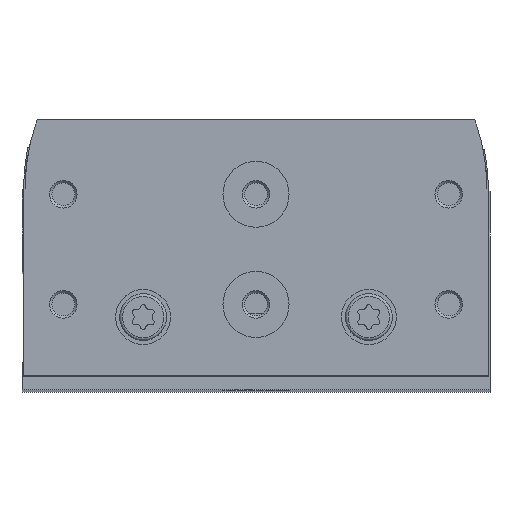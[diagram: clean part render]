
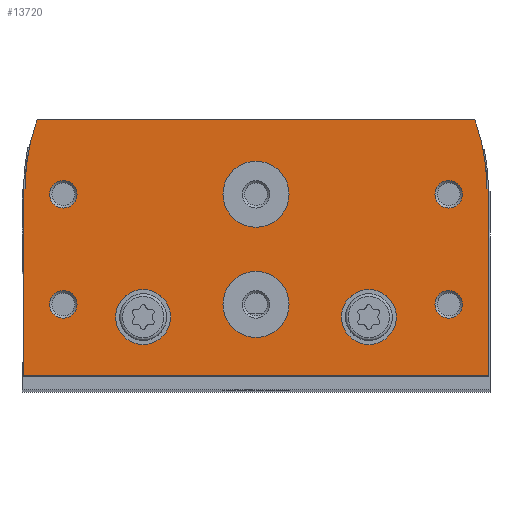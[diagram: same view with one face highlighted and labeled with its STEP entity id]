
A CAD part, top view. The second image highlights one B-rep face of the part: STEP entity #13720.
In plain terms, the highlighted planar face has unit normal (0, 0, 1).
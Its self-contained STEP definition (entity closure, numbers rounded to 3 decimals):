
#553=LINE('',#21395,#1357);
#558=LINE('',#21405,#1362);
#565=LINE('',#21422,#1369);
#571=LINE('',#21434,#1375);
#579=LINE('',#21455,#1383);
#580=LINE('',#21505,#1384);
#1357=VECTOR('',#17417,1000.);
#1362=VECTOR('',#17424,1000.);
#1369=VECTOR('',#17439,1000.);
#1375=VECTOR('',#17449,1000.);
#1383=VECTOR('',#17471,1000.);
#1384=VECTOR('',#17522,1000.);
#1878=PLANE('',#14839);
#3480=ORIENTED_EDGE('',*,*,#6128,.F.);
#3481=ORIENTED_EDGE('',*,*,#6129,.F.);
#3482=ORIENTED_EDGE('',*,*,#6130,.T.);
#3483=ORIENTED_EDGE('',*,*,#6131,.T.);
#3484=ORIENTED_EDGE('',*,*,#6132,.T.);
#3485=ORIENTED_EDGE('',*,*,#6133,.T.);
#3486=ORIENTED_EDGE('',*,*,#6134,.T.);
#3487=ORIENTED_EDGE('',*,*,#6135,.T.);
#3488=ORIENTED_EDGE('',*,*,#6090,.T.);
#3489=ORIENTED_EDGE('',*,*,#6084,.T.);
#3490=ORIENTED_EDGE('',*,*,#6102,.T.);
#3491=ORIENTED_EDGE('',*,*,#6070,.T.);
#3492=ORIENTED_EDGE('',*,*,#6075,.T.);
#3493=ORIENTED_EDGE('',*,*,#6079,.T.);
#3494=ORIENTED_EDGE('',*,*,#6127,.T.);
#3495=ORIENTED_EDGE('',*,*,#6096,.T.);
#6070=EDGE_CURVE('',#7533,#7532,#553,.T.);
#6075=EDGE_CURVE('',#7532,#7536,#558,.T.);
#6079=EDGE_CURVE('',#7536,#7538,#8471,.T.);
#6084=EDGE_CURVE('',#7540,#7542,#565,.T.);
#6090=EDGE_CURVE('',#7546,#7540,#571,.T.);
#6096=EDGE_CURVE('',#7551,#7546,#8473,.T.);
#6102=EDGE_CURVE('',#7542,#7533,#579,.T.);
#6127=EDGE_CURVE('',#7538,#7551,#580,.T.);
#6128=EDGE_CURVE('',#7577,#7577,#8500,.T.);
#6129=EDGE_CURVE('',#7578,#7578,#8501,.T.);
#6130=EDGE_CURVE('',#7579,#7579,#8502,.T.);
#6131=EDGE_CURVE('',#7580,#7580,#8503,.T.);
#6132=EDGE_CURVE('',#7581,#7581,#8504,.T.);
#6133=EDGE_CURVE('',#7582,#7582,#8505,.T.);
#6134=EDGE_CURVE('',#7583,#7583,#8506,.T.);
#6135=EDGE_CURVE('',#7584,#7584,#8507,.T.);
#7532=VERTEX_POINT('',#21394);
#7533=VERTEX_POINT('',#21396);
#7536=VERTEX_POINT('',#21404);
#7538=VERTEX_POINT('',#21411);
#7540=VERTEX_POINT('',#21416);
#7542=VERTEX_POINT('',#21421);
#7546=VERTEX_POINT('',#21432);
#7551=VERTEX_POINT('',#21447);
#7577=VERTEX_POINT('',#21508);
#7578=VERTEX_POINT('',#21510);
#7579=VERTEX_POINT('',#21512);
#7580=VERTEX_POINT('',#21514);
#7581=VERTEX_POINT('',#21516);
#7582=VERTEX_POINT('',#21518);
#7583=VERTEX_POINT('',#21520);
#7584=VERTEX_POINT('',#21522);
#8471=CIRCLE('',#14803,37.);
#8473=CIRCLE('',#14810,37.);
#8500=CIRCLE('',#14840,5.);
#8501=CIRCLE('',#14841,5.);
#8502=CIRCLE('',#14842,6.);
#8503=CIRCLE('',#14843,6.);
#8504=CIRCLE('',#14844,2.5);
#8505=CIRCLE('',#14845,2.5);
#8506=CIRCLE('',#14846,2.5);
#8507=CIRCLE('',#14847,2.5);
#9415=EDGE_LOOP('',(#3480));
#9416=EDGE_LOOP('',(#3481));
#9417=EDGE_LOOP('',(#3482));
#9418=EDGE_LOOP('',(#3483));
#9419=EDGE_LOOP('',(#3484));
#9420=EDGE_LOOP('',(#3485));
#9421=EDGE_LOOP('',(#3486));
#9422=EDGE_LOOP('',(#3487));
#9423=EDGE_LOOP('',(#3488,#3489,#3490,#3491,#3492,#3493,#3494,#3495));
#10491=FACE_BOUND('',#9415,.T.);
#10492=FACE_BOUND('',#9416,.T.);
#10493=FACE_BOUND('',#9417,.T.);
#10494=FACE_BOUND('',#9418,.T.);
#10495=FACE_BOUND('',#9419,.T.);
#10496=FACE_BOUND('',#9420,.T.);
#10497=FACE_BOUND('',#9421,.T.);
#10498=FACE_BOUND('',#9422,.T.);
#10499=FACE_BOUND('',#9423,.T.);
#13720=ADVANCED_FACE('',(#10491,#10492,#10493,#10494,#10495,#10496,#10497,
#10498,#10499),#1878,.T.);
#14803=AXIS2_PLACEMENT_3D('',#21412,#17431,#17432);
#14810=AXIS2_PLACEMENT_3D('',#21446,#17460,#17461);
#14839=AXIS2_PLACEMENT_3D('',#21506,#17523,#17524);
#14840=AXIS2_PLACEMENT_3D('',#21507,#17525,#17526);
#14841=AXIS2_PLACEMENT_3D('',#21509,#17527,#17528);
#14842=AXIS2_PLACEMENT_3D('',#21511,#17529,#17530);
#14843=AXIS2_PLACEMENT_3D('',#21513,#17531,#17532);
#14844=AXIS2_PLACEMENT_3D('',#21515,#17533,#17534);
#14845=AXIS2_PLACEMENT_3D('',#21517,#17535,#17536);
#14846=AXIS2_PLACEMENT_3D('',#21519,#17537,#17538);
#14847=AXIS2_PLACEMENT_3D('',#21521,#17539,#17540);
#17417=DIRECTION('',(0.,1.,0.));
#17424=DIRECTION('',(-0.866,0.5,0.));
#17431=DIRECTION('',(0.,0.,1.));
#17432=DIRECTION('',(1.,0.,0.));
#17439=DIRECTION('',(0.,-1.,0.));
#17449=DIRECTION('',(-0.866,-0.5,0.));
#17460=DIRECTION('',(0.,0.,1.));
#17461=DIRECTION('',(1.,0.,0.));
#17471=DIRECTION('',(1.,0.,0.));
#17522=DIRECTION('',(-1.,0.,0.));
#17523=DIRECTION('',(0.,0.,1.));
#17524=DIRECTION('',(1.,0.,0.));
#17525=DIRECTION('',(0.,0.,1.));
#17526=DIRECTION('',(1.,0.,0.));
#17527=DIRECTION('',(0.,0.,1.));
#17528=DIRECTION('',(1.,0.,0.));
#17529=DIRECTION('',(0.,0.,-1.));
#17530=DIRECTION('',(-1.,0.,0.));
#17531=DIRECTION('',(0.,0.,-1.));
#17532=DIRECTION('',(-1.,0.,0.));
#17533=DIRECTION('',(0.,0.,-1.));
#17534=DIRECTION('',(-1.,0.,0.));
#17535=DIRECTION('',(0.,0.,-1.));
#17536=DIRECTION('',(-1.,0.,0.));
#17537=DIRECTION('',(0.,0.,-1.));
#17538=DIRECTION('',(-1.,0.,0.));
#17539=DIRECTION('',(0.,0.,-1.));
#17540=DIRECTION('',(-1.,0.,0.));
#21394=CARTESIAN_POINT('',(42.25,33.827,0.));
#21395=CARTESIAN_POINT('',(42.25,0.,0.));
#21396=CARTESIAN_POINT('',(42.25,0.,0.));
#21404=CARTESIAN_POINT('',(41.95,34.,0.));
#21405=CARTESIAN_POINT('',(42.25,33.827,0.));
#21411=CARTESIAN_POINT('',(39.775,46.5,0.));
#21412=CARTESIAN_POINT('',(4.95,34.,0.));
#21416=CARTESIAN_POINT('',(-42.25,33.827,0.));
#21421=CARTESIAN_POINT('',(-42.25,0.,0.));
#21422=CARTESIAN_POINT('',(-42.25,33.827,0.));
#21432=CARTESIAN_POINT('',(-41.95,34.,0.));
#21434=CARTESIAN_POINT('',(-41.95,34.,0.));
#21446=CARTESIAN_POINT('',(-4.95,34.,0.));
#21447=CARTESIAN_POINT('',(-39.775,46.5,0.));
#21455=CARTESIAN_POINT('',(-42.25,0.,0.));
#21505=CARTESIAN_POINT('',(39.775,46.5,0.));
#21506=CARTESIAN_POINT('',(4.95,34.,0.));
#21507=CARTESIAN_POINT('',(-20.5,10.7,0.));
#21508=CARTESIAN_POINT('',(-15.5,10.7,0.));
#21509=CARTESIAN_POINT('',(20.5,10.7,0.));
#21510=CARTESIAN_POINT('',(25.5,10.7,0.));
#21511=CARTESIAN_POINT('',(0.,13.,0.));
#21512=CARTESIAN_POINT('',(-6.,13.,0.));
#21513=CARTESIAN_POINT('',(0.,33.,0.));
#21514=CARTESIAN_POINT('',(-6.,33.,0.));
#21515=CARTESIAN_POINT('',(35.,13.,0.));
#21516=CARTESIAN_POINT('',(32.5,13.,0.));
#21517=CARTESIAN_POINT('',(-35.,13.,0.));
#21518=CARTESIAN_POINT('',(-37.5,13.,0.));
#21519=CARTESIAN_POINT('',(-35.,33.,0.));
#21520=CARTESIAN_POINT('',(-37.5,33.,0.));
#21521=CARTESIAN_POINT('',(35.,33.,0.));
#21522=CARTESIAN_POINT('',(32.5,33.,0.));
